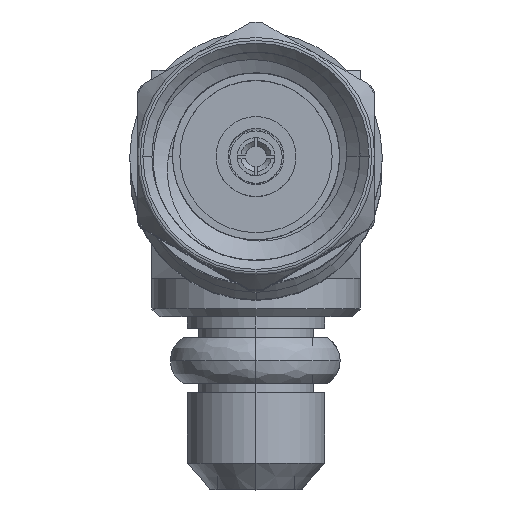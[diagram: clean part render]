
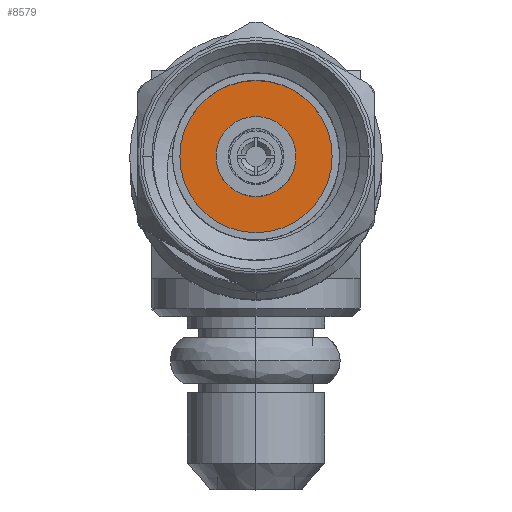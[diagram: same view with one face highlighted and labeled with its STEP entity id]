
A CAD part, top view. The second image highlights one B-rep face of the part: STEP entity #8579.
In plain terms, the highlighted face is planar.
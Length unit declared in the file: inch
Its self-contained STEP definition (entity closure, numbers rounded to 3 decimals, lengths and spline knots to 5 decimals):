
#410 = DIRECTION ( 'NONE',  ( 0., 0.5, 0.866 ) ) ;
#532 = AXIS2_PLACEMENT_3D ( 'NONE', #2826, #11024, #5516 ) ;
#876 = DIRECTION ( 'NONE',  ( 0., 0.5, 0.866 ) ) ;
#2205 = EDGE_CURVE ( 'NONE', #9661, #4400, #2622, .T. ) ;
#2320 = ORIENTED_EDGE ( 'NONE', *, *, #2205, .T. ) ;
#2622 = CIRCLE ( 'NONE', #9171, 0.0505 ) ;
#2757 = AXIS2_PLACEMENT_3D ( 'NONE', #2843, #3777, #9110 ) ;
#2826 = CARTESIAN_POINT ( 'NONE',  ( 0.20011, 0., 0. ) ) ;
#2843 = CARTESIAN_POINT ( 'NONE',  ( 0.20011, 0., 0. ) ) ;
#3367 = EDGE_LOOP ( 'NONE', ( #4525, #2320 ) ) ;
#3777 = DIRECTION ( 'NONE',  ( -1., 0., 0. ) ) ;
#4155 = DIRECTION ( 'NONE',  ( -1., 0., 0. ) ) ;
#4379 = DIRECTION ( 'NONE',  ( -1., 0., 0. ) ) ;
#4400 = VERTEX_POINT ( 'NONE', #5013 ) ;
#4402 = CARTESIAN_POINT ( 'NONE',  ( 0.20011, -0.01325, -0.02295 ) ) ;
#4446 = AXIS2_PLACEMENT_3D ( 'NONE', #10927, #8338, #7463 ) ;
#4525 = ORIENTED_EDGE ( 'NONE', *, *, #6389, .T. ) ;
#4725 = AXIS2_PLACEMENT_3D ( 'NONE', #5688, #4155, #410 ) ;
#4769 = PLANE ( 'NONE',  #4446 ) ;
#4881 = ORIENTED_EDGE ( 'NONE', *, *, #5495, .F. ) ;
#4973 = EDGE_LOOP ( 'NONE', ( #4881, #10490 ) ) ;
#5013 = CARTESIAN_POINT ( 'NONE',  ( 0.20011, 0.02525, 0.04373 ) ) ;
#5495 = EDGE_CURVE ( 'NONE', #11473, #7748, #7350, .T. ) ;
#5516 = DIRECTION ( 'NONE',  ( 0., 0.5, 0.866 ) ) ;
#5688 = CARTESIAN_POINT ( 'NONE',  ( 0.20011, 0., 0. ) ) ;
#6263 = CARTESIAN_POINT ( 'NONE',  ( 0.20011, 0., 0. ) ) ;
#6389 = EDGE_CURVE ( 'NONE', #4400, #9661, #7825, .T. ) ;
#6876 = CIRCLE ( 'NONE', #2757, 0.0265 ) ;
#7350 = CIRCLE ( 'NONE', #4725, 0.0265 ) ;
#7463 = DIRECTION ( 'NONE',  ( 0., -0.5, -0.866 ) ) ;
#7748 = VERTEX_POINT ( 'NONE', #4402 ) ;
#7825 = CIRCLE ( 'NONE', #532, 0.0505 ) ;
#8231 = FACE_BOUND ( 'NONE', #4973, .T. ) ;
#8270 = CARTESIAN_POINT ( 'NONE',  ( 0.20011, -0.02525, -0.04373 ) ) ;
#8338 = DIRECTION ( 'NONE',  ( 1., 0., 0. ) ) ;
#8510 = EDGE_CURVE ( 'NONE', #7748, #11473, #6876, .T. ) ;
#8579 = ADVANCED_FACE ( 'NONE', ( #8231, #9226 ), #4769, .F. ) ;
#9110 = DIRECTION ( 'NONE',  ( 0., 0.5, 0.866 ) ) ;
#9171 = AXIS2_PLACEMENT_3D ( 'NONE', #6263, #4379, #876 ) ;
#9226 = FACE_OUTER_BOUND ( 'NONE', #3367, .T. ) ;
#9661 = VERTEX_POINT ( 'NONE', #8270 ) ;
#10490 = ORIENTED_EDGE ( 'NONE', *, *, #8510, .F. ) ;
#10927 = CARTESIAN_POINT ( 'NONE',  ( 0.20011, 0.04373, -0.02525 ) ) ;
#10988 = CARTESIAN_POINT ( 'NONE',  ( 0.20011, 0.01325, 0.02295 ) ) ;
#11024 = DIRECTION ( 'NONE',  ( -1., 0., 0. ) ) ;
#11473 = VERTEX_POINT ( 'NONE', #10988 ) ;
